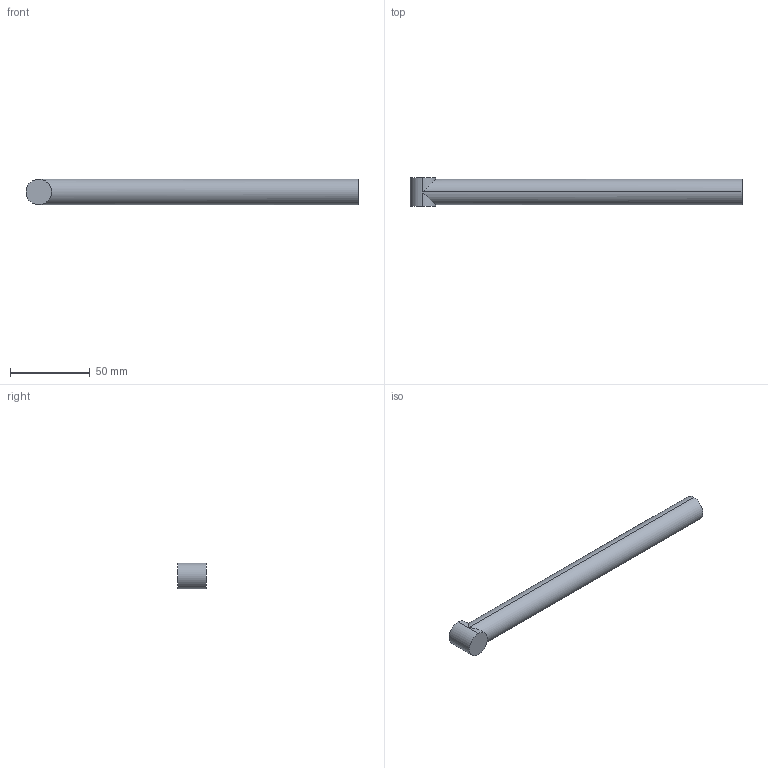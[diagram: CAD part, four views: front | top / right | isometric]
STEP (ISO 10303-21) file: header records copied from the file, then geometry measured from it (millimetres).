
FILE_DESCRIPTION (( 'STEP AP214' ), '1' );
FILE_NAME ('CarbonTube.STEP', '2021-06-20T12:37:50', ( '' ), ( '' ), 'SwSTEP 2.0', 'SolidWorks 2019', '' );
FILE_SCHEMA (( 'AUTOMOTIVE_DESIGN' ));
Length unit declared in the file: millimetre
Products named in the file (1): CarbonTube
Bounding box: 208 x 18 x 16 mm (x, y, z)
Volume: 12776.7 mm3; surface area: 19598.9 mm2
Topology: 1 solids, 1 shells, 11 faces, 20 edges, 12 vertices
Faces by surface type: cylinder 8, plane 3
Entity records: 400 total; most frequent: CARTESIAN_POINT 150, DIRECTION 48, ORIENTED_EDGE 40, AXIS2_PLACEMENT_3D 20, EDGE_CURVE 20, EDGE_LOOP 12, VERTEX_POINT 12, ADVANCED_FACE 11
